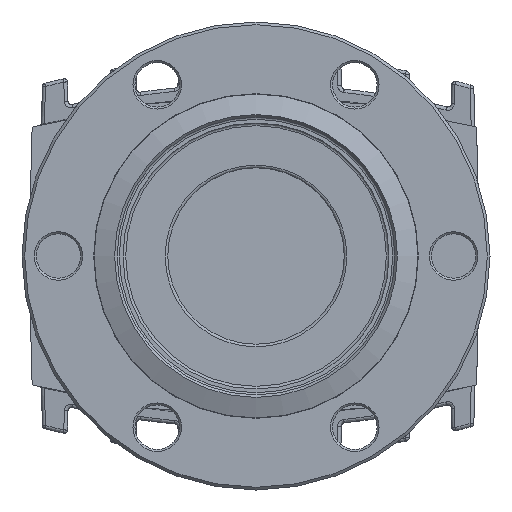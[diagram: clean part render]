
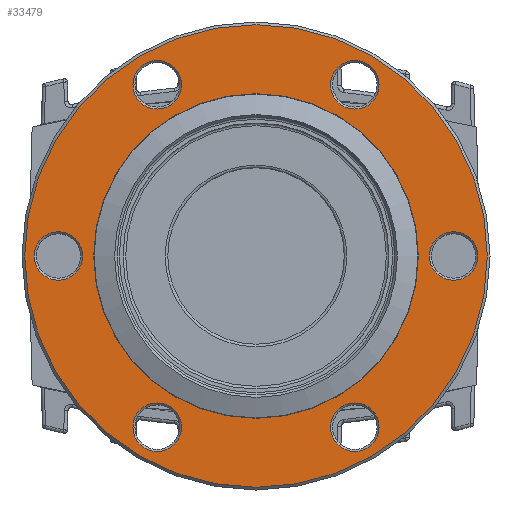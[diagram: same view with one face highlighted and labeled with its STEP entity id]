
A CAD part, front view. The second image highlights one B-rep face of the part: STEP entity #33479.
In plain terms, the highlighted planar face has unit normal (0, -1, 0).
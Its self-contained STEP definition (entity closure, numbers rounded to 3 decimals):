
#32892=CARTESIAN_POINT('',(24.1,-47.2,0.));
#32893=VERTEX_POINT('',#32892);
#32894=CARTESIAN_POINT('',(0.,-47.2,0.));
#32895=DIRECTION('',(0.0,1.0,0.0));
#32896=DIRECTION('',(-1.0,0.0,0.0));
#32897=AXIS2_PLACEMENT_3D('',#32894,#32895,#32896);
#32898=CIRCLE('',#32897,24.1);
#32899=EDGE_CURVE('',#32893,#32893,#32898,.T.);
#33125=CARTESIAN_POINT('',(18.275,-47.2,-25.418));
#33126=VERTEX_POINT('',#33125);
#33127=CARTESIAN_POINT('',(14.675,-47.2,-25.418));
#33128=DIRECTION('',(0.0,-1.0,0.0));
#33129=DIRECTION('',(-1.0,0.0,0.0));
#33130=AXIS2_PLACEMENT_3D('',#33127,#33128,#33129);
#33131=CIRCLE('',#33130,3.6);
#33132=EDGE_CURVE('',#33126,#33126,#33131,.T.);
#33165=CARTESIAN_POINT('',(-11.075,-47.2,-25.418));
#33166=VERTEX_POINT('',#33165);
#33167=CARTESIAN_POINT('',(-14.675,-47.2,-25.418));
#33168=DIRECTION('',(0.0,-1.0,0.0));
#33169=DIRECTION('',(-1.0,0.0,0.0));
#33170=AXIS2_PLACEMENT_3D('',#33167,#33168,#33169);
#33171=CIRCLE('',#33170,3.6);
#33172=EDGE_CURVE('',#33166,#33166,#33171,.T.);
#33205=CARTESIAN_POINT('',(18.275,-47.2,25.418));
#33206=VERTEX_POINT('',#33205);
#33207=CARTESIAN_POINT('',(14.675,-47.2,25.418));
#33208=DIRECTION('',(0.0,-1.0,0.0));
#33209=DIRECTION('',(-1.0,0.0,0.0));
#33210=AXIS2_PLACEMENT_3D('',#33207,#33208,#33209);
#33211=CIRCLE('',#33210,3.6);
#33212=EDGE_CURVE('',#33206,#33206,#33211,.T.);
#33245=CARTESIAN_POINT('',(32.95,-47.2,0.));
#33246=VERTEX_POINT('',#33245);
#33247=CARTESIAN_POINT('',(29.35,-47.2,0.));
#33248=DIRECTION('',(0.0,-1.0,0.0));
#33249=DIRECTION('',(-1.0,0.0,0.0));
#33250=AXIS2_PLACEMENT_3D('',#33247,#33248,#33249);
#33251=CIRCLE('',#33250,3.6);
#33252=EDGE_CURVE('',#33246,#33246,#33251,.T.);
#33285=CARTESIAN_POINT('',(-25.75,-47.2,0.));
#33286=VERTEX_POINT('',#33285);
#33287=CARTESIAN_POINT('',(-29.35,-47.2,0.));
#33288=DIRECTION('',(0.0,-1.0,0.0));
#33289=DIRECTION('',(-1.0,0.0,0.0));
#33290=AXIS2_PLACEMENT_3D('',#33287,#33288,#33289);
#33291=CIRCLE('',#33290,3.6);
#33292=EDGE_CURVE('',#33286,#33286,#33291,.T.);
#33325=CARTESIAN_POINT('',(-11.075,-47.2,25.418));
#33326=VERTEX_POINT('',#33325);
#33327=CARTESIAN_POINT('',(-14.675,-47.2,25.418));
#33328=DIRECTION('',(0.0,-1.0,0.0));
#33329=DIRECTION('',(-1.0,0.0,0.0));
#33330=AXIS2_PLACEMENT_3D('',#33327,#33328,#33329);
#33331=CIRCLE('',#33330,3.6);
#33332=EDGE_CURVE('',#33326,#33326,#33331,.T.);
#33368=CARTESIAN_POINT('',(-34.35,-47.2,0.));
#33369=VERTEX_POINT('',#33368);
#33370=CARTESIAN_POINT('',(0.,-47.2,0.));
#33371=DIRECTION('',(0.0,1.0,0.0));
#33372=DIRECTION('',(1.0,0.0,0.0));
#33373=AXIS2_PLACEMENT_3D('',#33370,#33371,#33372);
#33374=CIRCLE('',#33373,34.35);
#33375=EDGE_CURVE('',#33369,#33369,#33374,.T.);
#33450=CARTESIAN_POINT('',(-29.425,-47.2,0.));
#33451=DIRECTION('',(0.0,-1.0,0.0));
#33452=DIRECTION('',(0.0,0.0,-1.0));
#33453=AXIS2_PLACEMENT_3D('',#33450,#33451,#33452);
#33454=PLANE('',#33453);
#33455=ORIENTED_EDGE('',*,*,#33375,.F.);
#33456=EDGE_LOOP('',(#33455));
#33457=FACE_OUTER_BOUND('',#33456,.T.);
#33458=ORIENTED_EDGE('',*,*,#33332,.F.);
#33459=EDGE_LOOP('',(#33458));
#33460=FACE_BOUND('',#33459,.T.);
#33461=ORIENTED_EDGE('',*,*,#33252,.F.);
#33462=EDGE_LOOP('',(#33461));
#33463=FACE_BOUND('',#33462,.T.);
#33464=ORIENTED_EDGE('',*,*,#33172,.F.);
#33465=EDGE_LOOP('',(#33464));
#33466=FACE_BOUND('',#33465,.T.);
#33467=ORIENTED_EDGE('',*,*,#32899,.T.);
#33468=EDGE_LOOP('',(#33467));
#33469=FACE_BOUND('',#33468,.T.);
#33470=ORIENTED_EDGE('',*,*,#33132,.F.);
#33471=EDGE_LOOP('',(#33470));
#33472=FACE_BOUND('',#33471,.T.);
#33473=ORIENTED_EDGE('',*,*,#33212,.F.);
#33474=EDGE_LOOP('',(#33473));
#33475=FACE_BOUND('',#33474,.T.);
#33476=ORIENTED_EDGE('',*,*,#33292,.F.);
#33477=EDGE_LOOP('',(#33476));
#33478=FACE_BOUND('',#33477,.T.);
#33479=ADVANCED_FACE('',(#33457,#33460,#33463,#33466,#33469,#33472,#33475,#33478),#33454,.T.);
